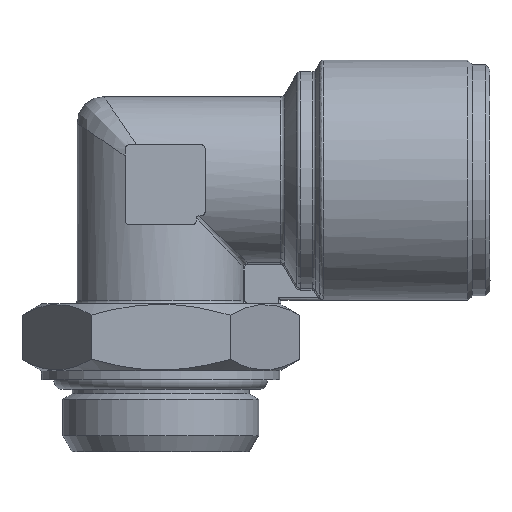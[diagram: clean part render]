
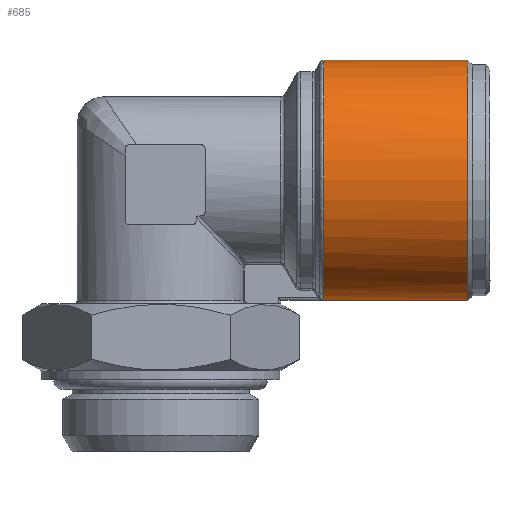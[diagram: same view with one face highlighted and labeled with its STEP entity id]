
A CAD part, top view. The second image highlights one B-rep face of the part: STEP entity #685.
In plain terms, the highlighted cylindrical face has radius 13.5 mm (diameter 27 mm), a full revolution.
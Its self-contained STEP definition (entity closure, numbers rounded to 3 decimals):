
#685 = ADVANCED_FACE( 'NONE', ( #1457, #1458 ), #1459, .T. );
#1457 = FACE_OUTER_BOUND( '', #4152, .T. );
#1458 = FACE_OUTER_BOUND( '', #4153, .T. );
#1459 = CYLINDRICAL_SURFACE( '', #4154, 13.5 );
#4152 = EDGE_LOOP( '', ( #6644, #6645, #6646 ) );
#4153 = EDGE_LOOP( '', ( #6647 ) );
#4154 = AXIS2_PLACEMENT_3D( '', #6648, #6649, #6650 );
#6644 = ORIENTED_EDGE( '', *, *, #7056, .T. );
#6645 = ORIENTED_EDGE( '', *, *, #7325, .T. );
#6646 = ORIENTED_EDGE( '', *, *, #7357, .T. );
#6647 = ORIENTED_EDGE( '', *, *, #7796, .T. );
#6648 = CARTESIAN_POINT( '', ( 0., 0., 0. ) );
#6649 = DIRECTION( '', ( 1., 0., 0. ) );
#6650 = DIRECTION( '', ( 0., 0., 1. ) );
#7056 = EDGE_CURVE( 'NONE', #7975, #7973, #7976, .T. );
#7325 = EDGE_CURVE( 'NONE', #7973, #8434, #8435, .T. );
#7357 = EDGE_CURVE( 'NONE', #8434, #7975, #8483, .T. );
#7796 = EDGE_CURVE( 'NONE', #9111, #9111, #9112, .T. );
#7973 = VERTEX_POINT( 'NONE', #9443 );
#7975 = VERTEX_POINT( 'NONE', #9457 );
#7976 = CIRCLE( '', #9458, 13.5 );
#8434 = VERTEX_POINT( 'NONE', #10837 );
#8435 = CIRCLE( '', #10838, 13.5 );
#8483 = CIRCLE( '', #10956, 13.5 );
#9111 = VERTEX_POINT( '', #13117 );
#9112 = CIRCLE( '', #13118, 13.5 );
#9443 = CARTESIAN_POINT( '', ( 18.299, -13.422, 1.448 ) );
#9457 = CARTESIAN_POINT( '', ( 18.299, -13.422, -1.448 ) );
#9458 = AXIS2_PLACEMENT_3D( '', #13480, #13481, #13482 );
#10837 = CARTESIAN_POINT( '', ( 18.299, -13.5, 0. ) );
#10838 = AXIS2_PLACEMENT_3D( '', #13672, #13673, #13674 );
#10956 = AXIS2_PLACEMENT_3D( '', #13706, #13707, #13708 );
#13117 = CARTESIAN_POINT( '', ( 34.5, 0., 13.5 ) );
#13118 = AXIS2_PLACEMENT_3D( '', #14012, #14013, #14014 );
#13480 = CARTESIAN_POINT( '', ( 18.299, 0., 0. ) );
#13481 = DIRECTION( '', ( 1., 0., 0. ) );
#13482 = DIRECTION( '', ( 0., 0., -1. ) );
#13672 = CARTESIAN_POINT( '', ( 18.299, 0., 0. ) );
#13673 = DIRECTION( '', ( 1., 0., 0. ) );
#13674 = DIRECTION( '', ( 0., 0., -1. ) );
#13706 = CARTESIAN_POINT( '', ( 18.299, 0., 0. ) );
#13707 = DIRECTION( '', ( 1., 0., 0. ) );
#13708 = DIRECTION( '', ( 0., 0., -1. ) );
#14012 = CARTESIAN_POINT( '', ( 34.5, 0., 0. ) );
#14013 = DIRECTION( '', ( -1., 0., 0. ) );
#14014 = DIRECTION( '', ( 0., 0., 1. ) );
